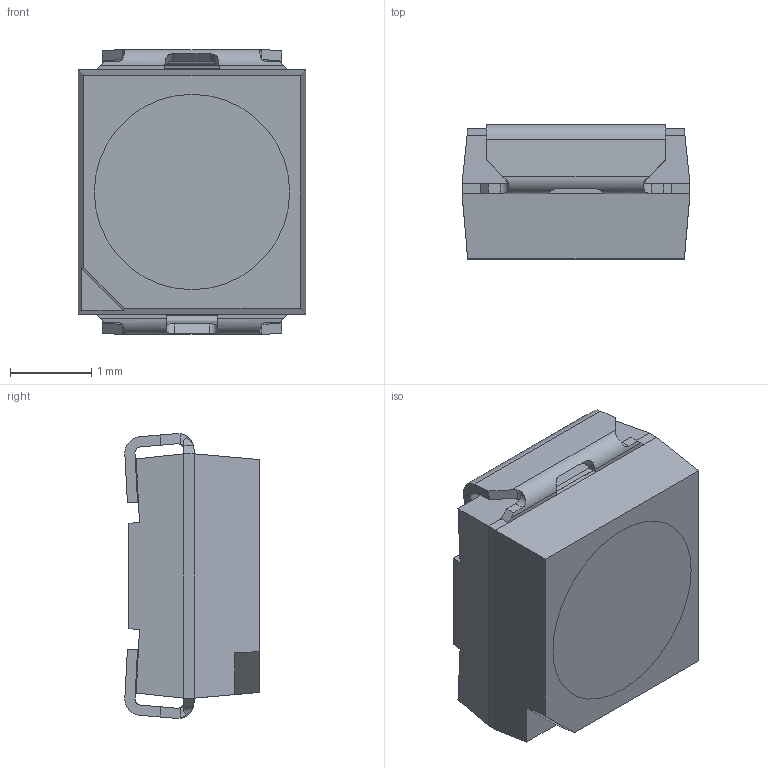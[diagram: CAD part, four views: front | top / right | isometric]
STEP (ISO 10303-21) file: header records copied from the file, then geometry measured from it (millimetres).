
FILE_DESCRIPTION (( 'STEP AP214' ), '1' );
FILE_NAME ('User Library-PLCC-2_VSMY3850.STEP', '2015-01-11T01:53:19', ( 'Windows User' ), ( '' ), 'SwSTEP 2.0', 'SolidWorks 2015', '' );
FILE_SCHEMA (( 'AUTOMOTIVE_DESIGN' ));
Length unit declared in the file: millimetre
Products named in the file (5): User Library-PLCC-2_VSMY3850; User Library-PLCC-2_VSMY3850_6_541-5067_1-3D003; User Library-PLCC-2_VSMY3850_6_541-5067_1-3D002; User Library-PLCC-2_VSMY3850_6_541-5067_1-3D001; User Library-PLCC-2_VSMY3850_6_541-5067_1-3D
Assembly tree (4 placements, depth 2):
  User Library-PLCC-2_VSMY3850
    User Library-PLCC-2_VSMY3850_6_541-5067_1-3D
    User Library-PLCC-2_VSMY3850_6_541-5067_1-3D001
    User Library-PLCC-2_VSMY3850_6_541-5067_1-3D002
    User Library-PLCC-2_VSMY3850_6_541-5067_1-3D003
Bounding box: 2.8 x 1.65 x 3.5 mm (x, y, z)
Volume: 13.5 mm3; surface area: 74.1 mm2
Topology: 4 solids, 4 shells, 166 faces, 463 edges, 304 vertices
Faces by surface type: plane 91, cylinder 71, cone 4
Entity records: 7514 total; most frequent: CARTESIAN_POINT 1312, ORIENTED_EDGE 926, DIRECTION 823, EDGE_CURVE 463, VERTEX_POINT 304, LINE 285, VECTOR 285, AXIS2_PLACEMENT_3D 269
